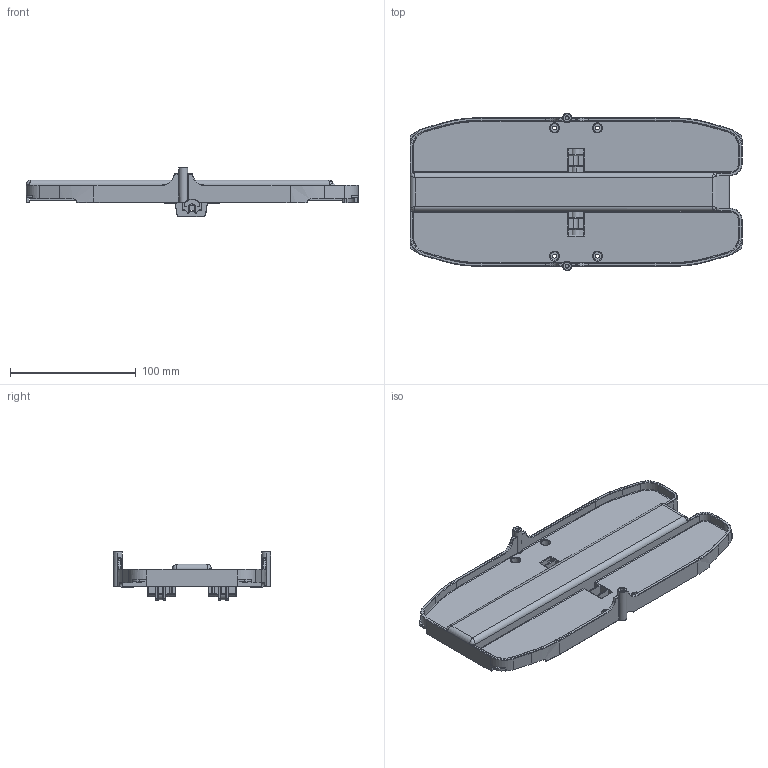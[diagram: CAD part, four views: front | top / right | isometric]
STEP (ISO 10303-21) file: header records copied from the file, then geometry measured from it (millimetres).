
FILE_DESCRIPTION (( 'STEP AP203' ), '1' );
FILE_NAME ('Moby-Embase mobile_Défaut_sldprt.STEP', '2019-11-01T12:17:51', ( '' ), ( '' ), 'SwSTEP 2.0', 'SolidWorks 2017', '' );
FILE_SCHEMA (( 'CONFIG_CONTROL_DESIGN' ));
Length unit declared in the file: millimetre
Products named in the file (1): Moby-Embase mobile_Défaut_sldprt
Bounding box: 264 x 125 x 39 mm (x, y, z)
Volume: 131147.3 mm3; surface area: 102344.3 mm2
Topology: 1 solids, 1 shells, 1104 faces, 2746 edges, 1584 vertices
Faces by surface type: cylinder 470, plane 346, torus 183, sphere 60, bspline 45
Entity records: 33329 total; most frequent: CARTESIAN_POINT 7490, DIRECTION 5621, ORIENTED_EDGE 5358, EDGE_CURVE 2679, AXIS2_PLACEMENT_3D 2119, VERTEX_POINT 1584, LINE 1383, VECTOR 1383
